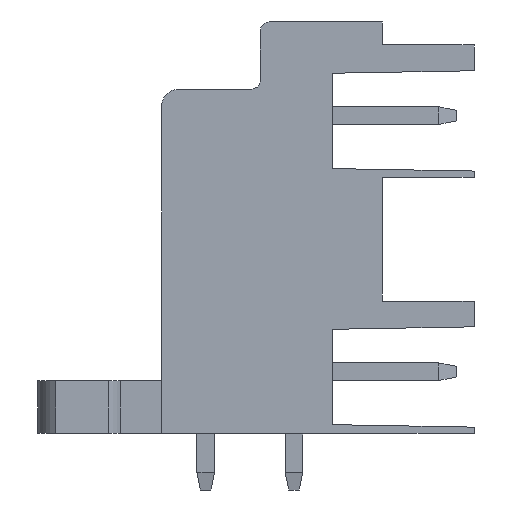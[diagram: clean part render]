
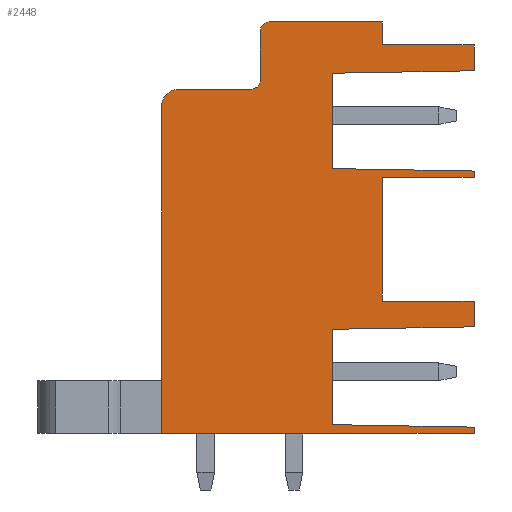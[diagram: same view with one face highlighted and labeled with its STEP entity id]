
A CAD part, left-side view. The second image highlights one B-rep face of the part: STEP entity #2448.
In plain terms, the highlighted planar face has unit normal (-1, 0, 0).
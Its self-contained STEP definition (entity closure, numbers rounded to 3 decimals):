
#1212=AXIS2_PLACEMENT_3D('Circle Axis2P3D',#1210,#1211,$) ;
#1274=AXIS2_PLACEMENT_3D('Circle Axis2P3D',#1272,#1273,$) ;
#1336=AXIS2_PLACEMENT_3D('Circle Axis2P3D',#1334,#1335,$) ;
#2421=AXIS2_PLACEMENT_3D('Plane Axis2P3D',#2418,#2419,#2420) ;
#49=CARTESIAN_POINT('Vertex',(0.,0.,3.56)) ;
#52=CARTESIAN_POINT('Line Origine',(0.,0.,3.38)) ;
#56=CARTESIAN_POINT('Vertex',(0.,0.,3.2)) ;
#87=CARTESIAN_POINT('Vertex',(0.,8.,3.7)) ;
#90=CARTESIAN_POINT('Line Origine',(0.,4.,3.63)) ;
#118=CARTESIAN_POINT('Vertex',(0.,8.,9.1)) ;
#121=CARTESIAN_POINT('Line Origine',(0.,8.,6.4)) ;
#489=CARTESIAN_POINT('Vertex',(0.,0.,9.24)) ;
#492=CARTESIAN_POINT('Line Origine',(0.,4.,9.17)) ;
#515=CARTESIAN_POINT('Vertex',(0.,0.,10.7)) ;
#518=CARTESIAN_POINT('Line Origine',(0.,0.,9.97)) ;
#546=CARTESIAN_POINT('Vertex',(0.,5.2,10.7)) ;
#549=CARTESIAN_POINT('Line Origine',(0.,2.6,10.7)) ;
#577=CARTESIAN_POINT('Vertex',(0.,5.2,17.7)) ;
#580=CARTESIAN_POINT('Line Origine',(0.,5.2,14.2)) ;
#608=CARTESIAN_POINT('Vertex',(0.,0.,17.7)) ;
#611=CARTESIAN_POINT('Line Origine',(0.,2.6,17.7)) ;
#634=CARTESIAN_POINT('Vertex',(0.,0.,18.06)) ;
#637=CARTESIAN_POINT('Line Origine',(0.,0.,17.88)) ;
#665=CARTESIAN_POINT('Vertex',(0.,8.,18.2)) ;
#668=CARTESIAN_POINT('Line Origine',(0.,4.,18.13)) ;
#691=CARTESIAN_POINT('Vertex',(0.,8.,23.6)) ;
#694=CARTESIAN_POINT('Line Origine',(0.,8.,20.9)) ;
#1062=CARTESIAN_POINT('Vertex',(0.,0.,23.74)) ;
#1065=CARTESIAN_POINT('Line Origine',(0.,4.,23.67)) ;
#1088=CARTESIAN_POINT('Vertex',(0.,0.,25.2)) ;
#1091=CARTESIAN_POINT('Line Origine',(0.,0.,24.47)) ;
#1119=CARTESIAN_POINT('Vertex',(0.,5.2,25.2)) ;
#1122=CARTESIAN_POINT('Line Origine',(0.,2.6,25.2)) ;
#1145=CARTESIAN_POINT('Vertex',(0.,5.2,26.5)) ;
#1148=CARTESIAN_POINT('Line Origine',(0.,5.2,25.85)) ;
#1176=CARTESIAN_POINT('Vertex',(0.,11.6,26.5)) ;
#1179=CARTESIAN_POINT('Line Origine',(0.,8.4,26.5)) ;
#1207=CARTESIAN_POINT('Vertex',(0.,12.1,26.)) ;
#1210=CARTESIAN_POINT('Axis2P3D Location',(0.,11.6,26.)) ;
#1238=CARTESIAN_POINT('Vertex',(0.,12.1,23.2)) ;
#1241=CARTESIAN_POINT('Line Origine',(0.,12.1,24.6)) ;
#1269=CARTESIAN_POINT('Vertex',(0.,12.6,22.7)) ;
#1272=CARTESIAN_POINT('Axis2P3D Location',(0.,12.6,23.2)) ;
#1300=CARTESIAN_POINT('Vertex',(0.,16.7,22.7)) ;
#1303=CARTESIAN_POINT('Line Origine',(0.,14.65,22.7)) ;
#1331=CARTESIAN_POINT('Vertex',(0.,17.7,21.7)) ;
#1334=CARTESIAN_POINT('Axis2P3D Location',(0.,16.7,21.7)) ;
#1413=CARTESIAN_POINT('Vertex',(0.,17.7,3.2)) ;
#1416=CARTESIAN_POINT('Line Origine',(0.,17.7,12.45)) ;
#1483=CARTESIAN_POINT('Line Origine',(0.,8.85,3.2)) ;
#2418=CARTESIAN_POINT('Axis2P3D Location',(0.,0.,0.)) ;
#53=DIRECTION('Vector Direction',(0.,0.,-1.)) ;
#91=DIRECTION('Vector Direction',(0.,-1.,-0.017)) ;
#122=DIRECTION('Vector Direction',(0.,0.,-1.)) ;
#493=DIRECTION('Vector Direction',(0.,1.,-0.017)) ;
#519=DIRECTION('Vector Direction',(0.,0.,-1.)) ;
#550=DIRECTION('Vector Direction',(0.,-1.,0.)) ;
#581=DIRECTION('Vector Direction',(0.,0.,-1.)) ;
#612=DIRECTION('Vector Direction',(0.,1.,0.)) ;
#638=DIRECTION('Vector Direction',(0.,0.,-1.)) ;
#669=DIRECTION('Vector Direction',(0.,-1.,-0.017)) ;
#695=DIRECTION('Vector Direction',(0.,0.,-1.)) ;
#1066=DIRECTION('Vector Direction',(0.,1.,-0.017)) ;
#1092=DIRECTION('Vector Direction',(0.,0.,-1.)) ;
#1123=DIRECTION('Vector Direction',(0.,-1.,0.)) ;
#1149=DIRECTION('Vector Direction',(0.,0.,-1.)) ;
#1180=DIRECTION('Vector Direction',(0.,-1.,0.)) ;
#1211=DIRECTION('Axis2P3D Direction',(-1.,0.,0.)) ;
#1242=DIRECTION('Vector Direction',(0.,0.,1.)) ;
#1273=DIRECTION('Axis2P3D Direction',(-1.,0.,0.)) ;
#1304=DIRECTION('Vector Direction',(0.,-1.,0.)) ;
#1335=DIRECTION('Axis2P3D Direction',(-1.,0.,0.)) ;
#1417=DIRECTION('Vector Direction',(0.,0.,1.)) ;
#1484=DIRECTION('Vector Direction',(0.,1.,0.)) ;
#2419=DIRECTION('Axis2P3D Direction',(-1.,0.,0.)) ;
#2420=DIRECTION('Axis2P3D XDirection',(0.,-1.,0.)) ;
#54=VECTOR('Line Direction',#53,1.) ;
#92=VECTOR('Line Direction',#91,1.) ;
#123=VECTOR('Line Direction',#122,1.) ;
#494=VECTOR('Line Direction',#493,1.) ;
#520=VECTOR('Line Direction',#519,1.) ;
#551=VECTOR('Line Direction',#550,1.) ;
#582=VECTOR('Line Direction',#581,1.) ;
#613=VECTOR('Line Direction',#612,1.) ;
#639=VECTOR('Line Direction',#638,1.) ;
#670=VECTOR('Line Direction',#669,1.) ;
#696=VECTOR('Line Direction',#695,1.) ;
#1067=VECTOR('Line Direction',#1066,1.) ;
#1093=VECTOR('Line Direction',#1092,1.) ;
#1124=VECTOR('Line Direction',#1123,1.) ;
#1150=VECTOR('Line Direction',#1149,1.) ;
#1181=VECTOR('Line Direction',#1180,1.) ;
#1243=VECTOR('Line Direction',#1242,1.) ;
#1305=VECTOR('Line Direction',#1304,1.) ;
#1418=VECTOR('Line Direction',#1417,1.) ;
#1485=VECTOR('Line Direction',#1484,1.) ;
#2424=ORIENTED_EDGE('',*,*,#58,.T.) ;
#2425=ORIENTED_EDGE('',*,*,#94,.T.) ;
#2426=ORIENTED_EDGE('',*,*,#125,.T.) ;
#2427=ORIENTED_EDGE('',*,*,#496,.T.) ;
#2428=ORIENTED_EDGE('',*,*,#522,.T.) ;
#2429=ORIENTED_EDGE('',*,*,#553,.T.) ;
#2430=ORIENTED_EDGE('',*,*,#584,.T.) ;
#2431=ORIENTED_EDGE('',*,*,#615,.T.) ;
#2432=ORIENTED_EDGE('',*,*,#641,.T.) ;
#2433=ORIENTED_EDGE('',*,*,#672,.T.) ;
#2434=ORIENTED_EDGE('',*,*,#698,.T.) ;
#2435=ORIENTED_EDGE('',*,*,#1069,.T.) ;
#2436=ORIENTED_EDGE('',*,*,#1095,.T.) ;
#2437=ORIENTED_EDGE('',*,*,#1126,.T.) ;
#2438=ORIENTED_EDGE('',*,*,#1152,.T.) ;
#2439=ORIENTED_EDGE('',*,*,#1183,.T.) ;
#2440=ORIENTED_EDGE('',*,*,#1214,.T.) ;
#2441=ORIENTED_EDGE('',*,*,#1245,.T.) ;
#2442=ORIENTED_EDGE('',*,*,#1276,.T.) ;
#2443=ORIENTED_EDGE('',*,*,#1307,.T.) ;
#2444=ORIENTED_EDGE('',*,*,#1338,.T.) ;
#2445=ORIENTED_EDGE('',*,*,#1420,.T.) ;
#2446=ORIENTED_EDGE('',*,*,#1487,.T.) ;
#2448=ADVANCED_FACE('Housing',(#2447),#2422,.T.) ;
#1213=CIRCLE('generated circle',#1212,0.5) ;
#1275=CIRCLE('generated circle',#1274,0.5) ;
#1337=CIRCLE('generated circle',#1336,1.) ;
#58=EDGE_CURVE('',#57,#50,#55,.F.) ;
#94=EDGE_CURVE('',#50,#88,#93,.F.) ;
#125=EDGE_CURVE('',#88,#119,#124,.F.) ;
#496=EDGE_CURVE('',#119,#490,#495,.F.) ;
#522=EDGE_CURVE('',#490,#516,#521,.F.) ;
#553=EDGE_CURVE('',#516,#547,#552,.F.) ;
#584=EDGE_CURVE('',#547,#578,#583,.F.) ;
#615=EDGE_CURVE('',#578,#609,#614,.F.) ;
#641=EDGE_CURVE('',#609,#635,#640,.F.) ;
#672=EDGE_CURVE('',#635,#666,#671,.F.) ;
#698=EDGE_CURVE('',#666,#692,#697,.F.) ;
#1069=EDGE_CURVE('',#692,#1063,#1068,.F.) ;
#1095=EDGE_CURVE('',#1063,#1089,#1094,.F.) ;
#1126=EDGE_CURVE('',#1089,#1120,#1125,.F.) ;
#1152=EDGE_CURVE('',#1120,#1146,#1151,.F.) ;
#1183=EDGE_CURVE('',#1146,#1177,#1182,.F.) ;
#1214=EDGE_CURVE('',#1177,#1208,#1213,.T.) ;
#1245=EDGE_CURVE('',#1208,#1239,#1244,.F.) ;
#1276=EDGE_CURVE('',#1239,#1270,#1275,.F.) ;
#1307=EDGE_CURVE('',#1270,#1301,#1306,.F.) ;
#1338=EDGE_CURVE('',#1301,#1332,#1337,.T.) ;
#1420=EDGE_CURVE('',#1332,#1414,#1419,.F.) ;
#1487=EDGE_CURVE('',#1414,#57,#1486,.F.) ;
#2423=EDGE_LOOP('',(#2424,#2425,#2426,#2427,#2428,#2429,#2430,#2431,#2432,#2433,#2434,#2435,#2436,#2437,#2438,#2439,#2440,#2441,#2442,#2443,#2444,#2445,#2446)) ;
#2447=FACE_OUTER_BOUND('',#2423,.T.) ;
#55=LINE('Line',#52,#54) ;
#93=LINE('Line',#90,#92) ;
#124=LINE('Line',#121,#123) ;
#495=LINE('Line',#492,#494) ;
#521=LINE('Line',#518,#520) ;
#552=LINE('Line',#549,#551) ;
#583=LINE('Line',#580,#582) ;
#614=LINE('Line',#611,#613) ;
#640=LINE('Line',#637,#639) ;
#671=LINE('Line',#668,#670) ;
#697=LINE('Line',#694,#696) ;
#1068=LINE('Line',#1065,#1067) ;
#1094=LINE('Line',#1091,#1093) ;
#1125=LINE('Line',#1122,#1124) ;
#1151=LINE('Line',#1148,#1150) ;
#1182=LINE('Line',#1179,#1181) ;
#1244=LINE('Line',#1241,#1243) ;
#1306=LINE('Line',#1303,#1305) ;
#1419=LINE('Line',#1416,#1418) ;
#1486=LINE('Line',#1483,#1485) ;
#2422=PLANE('',#2421) ;
#50=VERTEX_POINT('',#49) ;
#57=VERTEX_POINT('',#56) ;
#88=VERTEX_POINT('',#87) ;
#119=VERTEX_POINT('',#118) ;
#490=VERTEX_POINT('',#489) ;
#516=VERTEX_POINT('',#515) ;
#547=VERTEX_POINT('',#546) ;
#578=VERTEX_POINT('',#577) ;
#609=VERTEX_POINT('',#608) ;
#635=VERTEX_POINT('',#634) ;
#666=VERTEX_POINT('',#665) ;
#692=VERTEX_POINT('',#691) ;
#1063=VERTEX_POINT('',#1062) ;
#1089=VERTEX_POINT('',#1088) ;
#1120=VERTEX_POINT('',#1119) ;
#1146=VERTEX_POINT('',#1145) ;
#1177=VERTEX_POINT('',#1176) ;
#1208=VERTEX_POINT('',#1207) ;
#1239=VERTEX_POINT('',#1238) ;
#1270=VERTEX_POINT('',#1269) ;
#1301=VERTEX_POINT('',#1300) ;
#1332=VERTEX_POINT('',#1331) ;
#1414=VERTEX_POINT('',#1413) ;
